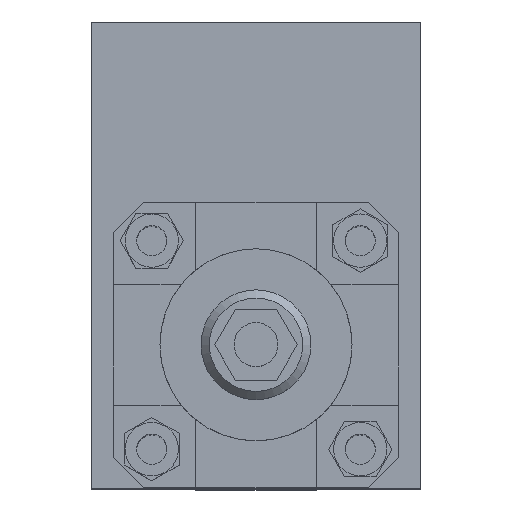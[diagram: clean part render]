
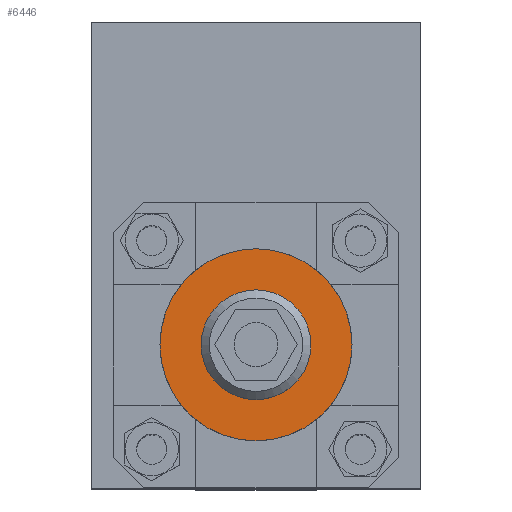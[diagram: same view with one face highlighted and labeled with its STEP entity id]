
A CAD part, top view. The second image highlights one B-rep face of the part: STEP entity #6446.
In plain terms, the highlighted planar face has unit normal (0, 0, 1).
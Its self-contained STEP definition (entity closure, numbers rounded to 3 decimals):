
#64=FACE_BOUND('',#1074,.T.);
#281=CIRCLE('',#6805,10.);
#361=CIRCLE('',#6976,17.5);
#697=FACE_OUTER_BOUND('',#1073,.T.);
#1073=EDGE_LOOP('',(#5438));
#1074=EDGE_LOOP('',(#5439));
#2900=VERTEX_POINT('',#9775);
#3077=VERTEX_POINT('',#10290);
#3656=EDGE_CURVE('',#2900,#2900,#281,.T.);
#3902=EDGE_CURVE('',#3077,#3077,#361,.T.);
#5438=ORIENTED_EDGE('',*,*,#3902,.F.);
#5439=ORIENTED_EDGE('',*,*,#3656,.T.);
#6116=PLANE('',#6978);
#6446=ADVANCED_FACE('',(#697,#64),#6116,.F.);
#6805=AXIS2_PLACEMENT_3D('',#9777,#7953,#7954);
#6976=AXIS2_PLACEMENT_3D('',#10291,#8461,#8462);
#6978=AXIS2_PLACEMENT_3D('',#10294,#8466,#8467);
#7953=DIRECTION('center_axis',(0.,0.,
-1.));
#7954=DIRECTION('ref_axis',(-1.,0.,0.));
#8461=DIRECTION('center_axis',(0.,0.,
-1.));
#8462=DIRECTION('ref_axis',(-1.,0.,0.));
#8466=DIRECTION('center_axis',(0.,0.,
-1.));
#8467=DIRECTION('ref_axis',(-1.,0.,0.));
#9775=CARTESIAN_POINT('',(10.,-16.5,131.5));
#9777=CARTESIAN_POINT('Origin',(0.,-16.5,131.5));
#10290=CARTESIAN_POINT('',(17.5,-16.5,131.5));
#10291=CARTESIAN_POINT('Origin',(0.,-16.5,131.5));
#10294=CARTESIAN_POINT('Origin',(0.,-16.5,131.5));
